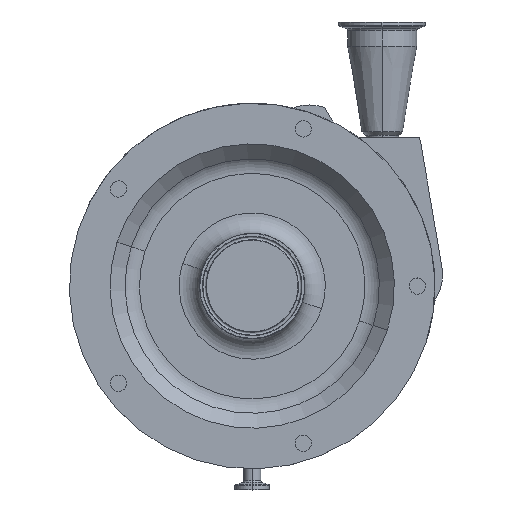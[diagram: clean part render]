
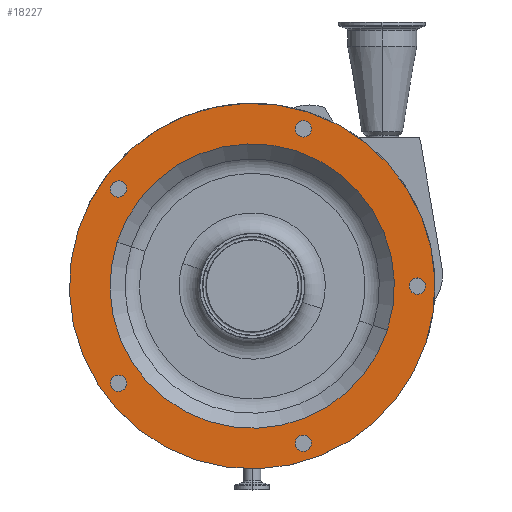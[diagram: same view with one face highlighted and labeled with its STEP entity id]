
A CAD part, top view. The second image highlights one B-rep face of the part: STEP entity #18227.
In plain terms, the highlighted planar face has unit normal (0, 0, 1).
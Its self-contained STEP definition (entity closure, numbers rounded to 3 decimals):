
#58 = AXIS2_PLACEMENT_3D ( 'NONE', #10554, #6442, #16356 ) ;
#68 = VERTEX_POINT ( 'NONE', #9373 ) ;
#301 = EDGE_CURVE ( 'NONE', #11776, #7156, #17974, .T. ) ;
#335 = VERTEX_POINT ( 'NONE', #4120 ) ;
#440 = VERTEX_POINT ( 'NONE', #19049 ) ;
#522 = AXIS2_PLACEMENT_3D ( 'NONE', #17025, #2392, #9593 ) ;
#850 = CARTESIAN_POINT ( 'NONE',  ( 37.7, -116.029, 241. ) ) ;
#892 = CIRCLE ( 'NONE', #16567, 6. ) ;
#894 = AXIS2_PLACEMENT_3D ( 'NONE', #10481, #17191, #11740 ) ;
#999 = VERTEX_POINT ( 'NONE', #3907 ) ;
#1093 = EDGE_LOOP ( 'NONE', ( #12200, #16815 ) ) ;
#1117 = CIRCLE ( 'NONE', #1413, 6. ) ;
#1301 = CIRCLE ( 'NONE', #58, 6. ) ;
#1413 = AXIS2_PLACEMENT_3D ( 'NONE', #17696, #6132, #16251 ) ;
#1440 = DIRECTION ( 'NONE',  ( 0.951, -0.309, 0. ) ) ;
#1769 = CARTESIAN_POINT ( 'NONE',  ( 34.173, -111.175, 241. ) ) ;
#1937 = ORIENTED_EDGE ( 'NONE', *, *, #15620, .T. ) ;
#2241 = ORIENTED_EDGE ( 'NONE', *, *, #14892, .F. ) ;
#2392 = DIRECTION ( 'NONE',  ( 0., 0., 1. ) ) ;
#2496 = CARTESIAN_POINT ( 'NONE',  ( 37.7, 122.029, 241. ) ) ;
#3036 = VERTEX_POINT ( 'NONE', #4850 ) ;
#3296 = DIRECTION ( 'NONE',  ( 0., 0., 1. ) ) ;
#3547 = DIRECTION ( 'NONE',  ( 0.951, -0.309, 0. ) ) ;
#3637 = ORIENTED_EDGE ( 'NONE', *, *, #11167, .T. ) ;
#3823 = AXIS2_PLACEMENT_3D ( 'NONE', #8524, #14442, #1440 ) ;
#3847 = AXIS2_PLACEMENT_3D ( 'NONE', #9661, #15660, #17194 ) ;
#3861 = AXIS2_PLACEMENT_3D ( 'NONE', #10447, #13450, #9106 ) ;
#3907 = CARTESIAN_POINT ( 'NONE',  ( -102.227, -76.564, 241. ) ) ;
#4120 = CARTESIAN_POINT ( 'NONE',  ( -99.861, 32.447, 241. ) ) ;
#4177 = CARTESIAN_POINT ( 'NONE',  ( -98.7, 71.71, 241. ) ) ;
#4209 = CARTESIAN_POINT ( 'NONE',  ( 99.861, -32.447, 241. ) ) ;
#4455 = CIRCLE ( 'NONE', #15236, 6. ) ;
#4502 = CIRCLE ( 'NONE', #11860, 105. ) ;
#4612 = ORIENTED_EDGE ( 'NONE', *, *, #11094, .F. ) ;
#4642 = CARTESIAN_POINT ( 'NONE',  ( 37.7, 116.029, 241. ) ) ;
#4794 = CARTESIAN_POINT ( 'NONE',  ( -98.7, -71.71, 241. ) ) ;
#4850 = CARTESIAN_POINT ( 'NONE',  ( 128.393, -41.717, 241. ) ) ;
#4981 = DIRECTION ( 'NONE',  ( 0., -1., 0. ) ) ;
#5438 = FACE_BOUND ( 'NONE', #9734, .T. ) ;
#5498 = CIRCLE ( 'NONE', #7949, 6. ) ;
#5548 = DIRECTION ( 'NONE',  ( 0., -1., 0. ) ) ;
#5685 = AXIS2_PLACEMENT_3D ( 'NONE', #18182, #12188, #4981 ) ;
#5774 = ORIENTED_EDGE ( 'NONE', *, *, #9437, .F. ) ;
#5835 = EDGE_LOOP ( 'NONE', ( #5774, #2241 ) ) ;
#5977 = AXIS2_PLACEMENT_3D ( 'NONE', #9263, #12351, #6190 ) ;
#6079 = VERTEX_POINT ( 'NONE', #8633 ) ;
#6132 = DIRECTION ( 'NONE',  ( 0., 0., 1. ) ) ;
#6190 = DIRECTION ( 'NONE',  ( 0.951, -0.309, 0. ) ) ;
#6375 = EDGE_CURVE ( 'NONE', #10129, #999, #1301, .T. ) ;
#6442 = DIRECTION ( 'NONE',  ( 0., 0., 1. ) ) ;
#6572 = ORIENTED_EDGE ( 'NONE', *, *, #16721, .F. ) ;
#7073 = ORIENTED_EDGE ( 'NONE', *, *, #15460, .F. ) ;
#7156 = VERTEX_POINT ( 'NONE', #2496 ) ;
#7886 = AXIS2_PLACEMENT_3D ( 'NONE', #4177, #17649, #9935 ) ;
#7949 = AXIS2_PLACEMENT_3D ( 'NONE', #850, #12580, #11122 ) ;
#8118 = FACE_BOUND ( 'NONE', #5835, .T. ) ;
#8524 = CARTESIAN_POINT ( 'NONE',  ( 37.7, 116.029, 241. ) ) ;
#8609 = VERTEX_POINT ( 'NONE', #13943 ) ;
#8619 = EDGE_CURVE ( 'NONE', #17028, #15255, #5498, .T. ) ;
#8633 = CARTESIAN_POINT ( 'NONE',  ( -104.406, 73.564, 241. ) ) ;
#8768 = CIRCLE ( 'NONE', #522, 135. ) ;
#8847 = ORIENTED_EDGE ( 'NONE', *, *, #301, .F. ) ;
#9106 = DIRECTION ( 'NONE',  ( 0.951, -0.309, 0. ) ) ;
#9263 = CARTESIAN_POINT ( 'NONE',  ( 0., 0., 241. ) ) ;
#9373 = CARTESIAN_POINT ( 'NONE',  ( -128.393, 41.717, 241. ) ) ;
#9437 = EDGE_CURVE ( 'NONE', #13044, #440, #892, .T. ) ;
#9496 = EDGE_LOOP ( 'NONE', ( #7073, #14034 ) ) ;
#9593 = DIRECTION ( 'NONE',  ( 0.951, -0.309, 0. ) ) ;
#9661 = CARTESIAN_POINT ( 'NONE',  ( -98.7, 71.71, 241. ) ) ;
#9734 = EDGE_LOOP ( 'NONE', ( #6572, #4612 ) ) ;
#9841 = ORIENTED_EDGE ( 'NONE', *, *, #11667, .F. ) ;
#9935 = DIRECTION ( 'NONE',  ( 0.588, 0.809, 0. ) ) ;
#10052 = EDGE_LOOP ( 'NONE', ( #15206, #9841 ) ) ;
#10129 = VERTEX_POINT ( 'NONE', #16234 ) ;
#10152 = ORIENTED_EDGE ( 'NONE', *, *, #15333, .F. ) ;
#10447 = CARTESIAN_POINT ( 'NONE',  ( 0., 0., 241. ) ) ;
#10481 = CARTESIAN_POINT ( 'NONE',  ( 12.052, 37.091, 241. ) ) ;
#10554 = CARTESIAN_POINT ( 'NONE',  ( -98.7, -71.71, 241. ) ) ;
#10582 = AXIS2_PLACEMENT_3D ( 'NONE', #4642, #3296, #17836 ) ;
#10987 = CARTESIAN_POINT ( 'NONE',  ( 37.7, 110.029, 241. ) ) ;
#11021 = FACE_OUTER_BOUND ( 'NONE', #18278, .T. ) ;
#11094 = EDGE_CURVE ( 'NONE', #335, #17731, #4502, .T. ) ;
#11122 = DIRECTION ( 'NONE',  ( -0.951, -0.309, 0. ) ) ;
#11167 = EDGE_CURVE ( 'NONE', #68, #3036, #8768, .T. ) ;
#11292 = FACE_BOUND ( 'NONE', #1093, .T. ) ;
#11595 = CARTESIAN_POINT ( 'NONE',  ( 122., 0., 241. ) ) ;
#11667 = EDGE_CURVE ( 'NONE', #8609, #6079, #14065, .T. ) ;
#11740 = DIRECTION ( 'NONE',  ( 0., -1., 0. ) ) ;
#11776 = VERTEX_POINT ( 'NONE', #10987 ) ;
#11860 = AXIS2_PLACEMENT_3D ( 'NONE', #18290, #16747, #3547 ) ;
#12135 = CIRCLE ( 'NONE', #10582, 6. ) ;
#12188 = DIRECTION ( 'NONE',  ( 0., 0., 1. ) ) ;
#12200 = ORIENTED_EDGE ( 'NONE', *, *, #8619, .F. ) ;
#12351 = DIRECTION ( 'NONE',  ( 0., 0., 1. ) ) ;
#12580 = DIRECTION ( 'NONE',  ( 0., 0., 1. ) ) ;
#13044 = VERTEX_POINT ( 'NONE', #14280 ) ;
#13053 = CIRCLE ( 'NONE', #5685, 6. ) ;
#13096 = FACE_BOUND ( 'NONE', #10052, .T. ) ;
#13256 = DIRECTION ( 'NONE',  ( 0., 0., 1. ) ) ;
#13450 = DIRECTION ( 'NONE',  ( 0., 0., 1. ) ) ;
#13943 = CARTESIAN_POINT ( 'NONE',  ( -92.994, 69.856, 241. ) ) ;
#14034 = ORIENTED_EDGE ( 'NONE', *, *, #6375, .F. ) ;
#14065 = CIRCLE ( 'NONE', #7886, 6. ) ;
#14280 = CARTESIAN_POINT ( 'NONE',  ( 127.706, 1.854, 241. ) ) ;
#14442 = DIRECTION ( 'NONE',  ( 0., 0., 1. ) ) ;
#14661 = FACE_BOUND ( 'NONE', #9496, .T. ) ;
#14845 = FACE_BOUND ( 'NONE', #17962, .T. ) ;
#14892 = EDGE_CURVE ( 'NONE', #440, #13044, #13053, .T. ) ;
#14997 = EDGE_CURVE ( 'NONE', #6079, #8609, #16453, .T. ) ;
#15206 = ORIENTED_EDGE ( 'NONE', *, *, #14997, .F. ) ;
#15236 = AXIS2_PLACEMENT_3D ( 'NONE', #4794, #13256, #16347 ) ;
#15255 = VERTEX_POINT ( 'NONE', #1769 ) ;
#15333 = EDGE_CURVE ( 'NONE', #7156, #11776, #12135, .T. ) ;
#15460 = EDGE_CURVE ( 'NONE', #999, #10129, #4455, .T. ) ;
#15588 = EDGE_CURVE ( 'NONE', #15255, #17028, #1117, .T. ) ;
#15620 = EDGE_CURVE ( 'NONE', #3036, #68, #16468, .T. ) ;
#15660 = DIRECTION ( 'NONE',  ( 0., 0., 1. ) ) ;
#16234 = CARTESIAN_POINT ( 'NONE',  ( -95.173, -66.856, 241. ) ) ;
#16251 = DIRECTION ( 'NONE',  ( -0.951, -0.309, 0. ) ) ;
#16347 = DIRECTION ( 'NONE',  ( -0.588, 0.809, 0. ) ) ;
#16356 = DIRECTION ( 'NONE',  ( -0.588, 0.809, 0. ) ) ;
#16379 = PLANE ( 'NONE',  #894 ) ;
#16453 = CIRCLE ( 'NONE', #3847, 6. ) ;
#16468 = CIRCLE ( 'NONE', #3861, 135. ) ;
#16567 = AXIS2_PLACEMENT_3D ( 'NONE', #11595, #17485, #5548 ) ;
#16581 = CARTESIAN_POINT ( 'NONE',  ( 41.227, -120.883, 241. ) ) ;
#16721 = EDGE_CURVE ( 'NONE', #17731, #335, #17670, .T. ) ;
#16747 = DIRECTION ( 'NONE',  ( 0., 0., 1. ) ) ;
#16815 = ORIENTED_EDGE ( 'NONE', *, *, #15588, .F. ) ;
#17025 = CARTESIAN_POINT ( 'NONE',  ( 0., 0., 241. ) ) ;
#17028 = VERTEX_POINT ( 'NONE', #16581 ) ;
#17191 = DIRECTION ( 'NONE',  ( 0., 0., -1. ) ) ;
#17194 = DIRECTION ( 'NONE',  ( 0.588, 0.809, 0. ) ) ;
#17485 = DIRECTION ( 'NONE',  ( 0., 0., 1. ) ) ;
#17649 = DIRECTION ( 'NONE',  ( 0., 0., 1. ) ) ;
#17670 = CIRCLE ( 'NONE', #5977, 105. ) ;
#17696 = CARTESIAN_POINT ( 'NONE',  ( 37.7, -116.029, 241. ) ) ;
#17731 = VERTEX_POINT ( 'NONE', #4209 ) ;
#17836 = DIRECTION ( 'NONE',  ( 0.951, -0.309, 0. ) ) ;
#17962 = EDGE_LOOP ( 'NONE', ( #10152, #8847 ) ) ;
#17974 = CIRCLE ( 'NONE', #3823, 6. ) ;
#18182 = CARTESIAN_POINT ( 'NONE',  ( 122., 0., 241. ) ) ;
#18227 = ADVANCED_FACE ( 'NONE', ( #11021, #8118, #11292, #14661, #13096, #14845, #5438 ), #16379, .F. ) ;
#18278 = EDGE_LOOP ( 'NONE', ( #1937, #3637 ) ) ;
#18290 = CARTESIAN_POINT ( 'NONE',  ( 0., 0., 241. ) ) ;
#19049 = CARTESIAN_POINT ( 'NONE',  ( 116.294, -1.854, 241. ) ) ;
